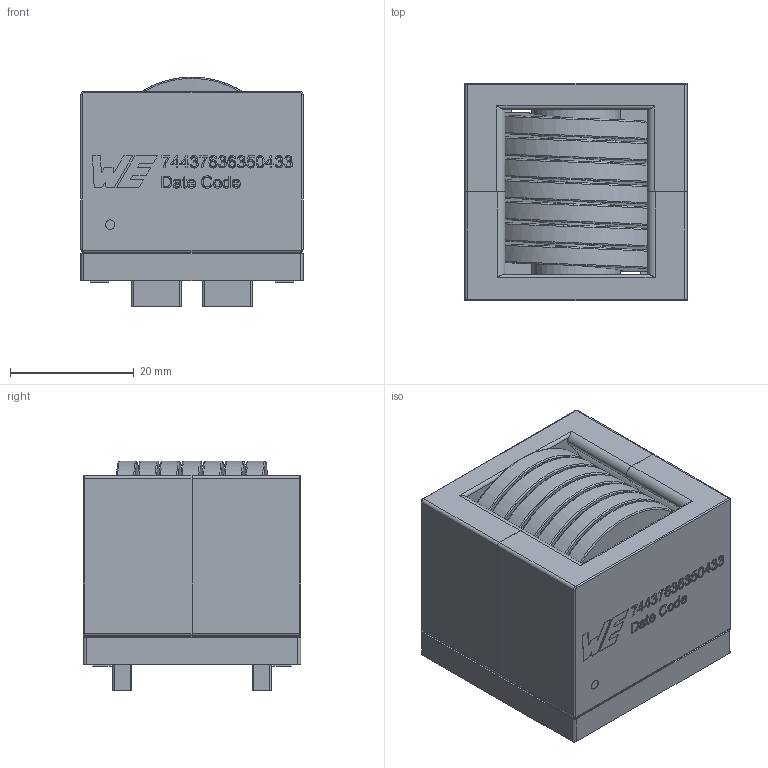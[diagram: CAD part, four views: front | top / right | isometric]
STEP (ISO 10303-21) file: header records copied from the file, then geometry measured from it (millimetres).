
FILE_DESCRIPTION(/* description */ ('Unknown','CAx-IF Rec.Pracs.---Representation and Presentation of Product Manufacturing Information (PMI)---4.0---2014-10-13','CAx-IF Rec.Pracs.---3D Tessellated Geometry---0.4---2014-09-14','2;1'),/* implementation_level */ '2;1');
FILE_NAME(/* name */ 'L_Wurth_WE-HCFT-3635_74437636350433',/* time_stamp */ '2025-01-15T15:21:06+08:00',/* author */ ('Unknown'),/* organization */ ('Unknown'),/* preprocessor_version */ 'ST-DEVELOPER v16.7',/* originating_system */ 'Solid Edge',/* authorisation */ 'Unknown');
FILE_SCHEMA (('AP242_MANAGED_MODEL_BASED_3D_ENGINEERING_MIM_LF { 1 0 10303 442 1 1 4 }'));
Products named in the file (2): L_Wurth_WE-HCFT-3635_74437636350433
Assembly tree (1 placements, depth 2):
  L_Wurth_WE-HCFT-3635_74437636350433
    L_Wurth_WE-HCFT-3635_74437636350433
Bounding box: 36 x 35.2 x 37.2 mm (x, y, z)
Volume: 33996.4 mm3; surface area: 25516.2 mm2
Topology: 5 solids, 5 shells, 471 faces, 1215 edges, 792 vertices
Faces by surface type: plane 257, bspline 116, cylinder 90, torus 8
Full cylindrical faces by diameter (mm): 1.517 x1, 14.4 x2
Entity records: 36653 total; most frequent: CARTESIAN_POINT 23214, ORIENTED_EDGE 2406, DIRECTION 1823, EDGE_CURVE 1203, VERTEX_POINT 792, LINE 737, VECTOR 737, AXIS2_PLACEMENT_3D 543
